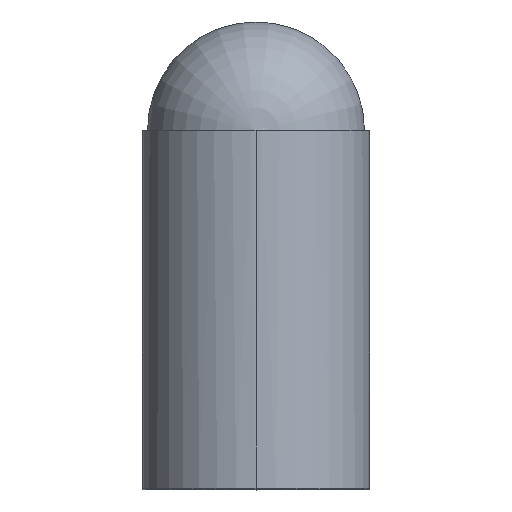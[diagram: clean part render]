
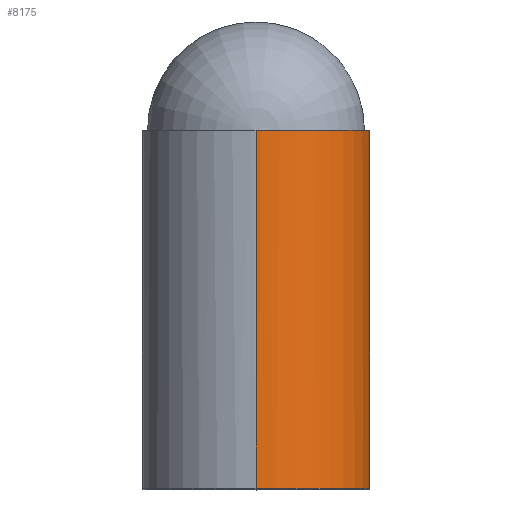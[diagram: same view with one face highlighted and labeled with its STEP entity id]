
A CAD part, top view. The second image highlights one B-rep face of the part: STEP entity #8175.
In plain terms, the highlighted cylindrical face has radius 9.525 mm (diameter 19.05 mm), a partial arc.
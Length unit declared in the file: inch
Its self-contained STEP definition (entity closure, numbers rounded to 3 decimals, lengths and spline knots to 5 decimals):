
#6367 = DIRECTION ( 'NONE',  ( 0., -1., 0. ) ) ;
#6368 = VECTOR ( 'NONE', #6367, 39.37008 ) ;
#6369 = CARTESIAN_POINT ( 'NONE',  ( 0., 0., 0.425 ) ) ;
#6370 = LINE ( 'NONE', #6369, #6368 ) ;
#6371 = CARTESIAN_POINT ( 'NONE',  ( 0.01656, 0., 0.42463 ) ) ;
#6372 = CARTESIAN_POINT ( 'NONE',  ( 0., 0., 0.425 ) ) ;
#6374 = CARTESIAN_POINT ( 'NONE',  ( 0., -1.179, 0.425 ) ) ;
#6375 = DIRECTION ( 'NONE',  ( 0., 0., 1. ) ) ;
#6376 = DIRECTION ( 'NONE',  ( 0., 1., 0. ) ) ;
#6377 = CARTESIAN_POINT ( 'NONE',  ( 0., -1.179, 0.05 ) ) ;
#6378 = AXIS2_PLACEMENT_3D ( 'NONE', #6377, #6376, #6375 ) ;
#6379 = CIRCLE ( 'NONE', #6378, 0.375 ) ;
#6380 = DIRECTION ( 'NONE',  ( 0., 0., -1. ) ) ;
#6381 = DIRECTION ( 'NONE',  ( 0., -1., 0. ) ) ;
#6382 = CARTESIAN_POINT ( 'NONE',  ( 0., 0., 0.05 ) ) ;
#6383 = AXIS2_PLACEMENT_3D ( 'NONE', #6382, #6381, #6380 ) ;
#6384 = CYLINDRICAL_SURFACE ( 'NONE', #6383, 0.375 ) ;
#6385 = FACE_OUTER_BOUND ( 'NONE', #8198, .T. ) ;
#6400 = CARTESIAN_POINT ( 'NONE',  ( 0.29933, -0.19668, -0.17655 ) ) ;
#6401 = CARTESIAN_POINT ( 'NONE',  ( 0.28829, -0.21255, -0.19053 ) ) ;
#6402 = CARTESIAN_POINT ( 'NONE',  ( 0.26334, -0.24277, -0.21761 ) ) ;
#6403 = CARTESIAN_POINT ( 'NONE',  ( 0.24944, -0.25712, -0.23073 ) ) ;
#6404 = CARTESIAN_POINT ( 'NONE',  ( 0.21813, -0.28417, -0.25569 ) ) ;
#6405 = CARTESIAN_POINT ( 'NONE',  ( 0.2011, -0.29653, -0.26724 ) ) ;
#6406 = CARTESIAN_POINT ( 'NONE',  ( 0.16391, -0.3186, -0.28795 ) ) ;
#6407 = CARTESIAN_POINT ( 'NONE',  ( 0.14352, -0.32836, -0.29719 ) ) ;
#6410 = DIRECTION ( 'NONE',  ( 0., 0., 1. ) ) ;
#6411 = DIRECTION ( 'NONE',  ( 0., 1., 0. ) ) ;
#6412 = AXIS2_PLACEMENT_3D ( 'NONE', #6420, #6411, #6410 ) ;
#6413 = CIRCLE ( 'NONE', #6412, 0.375 ) ;
#6415 = CARTESIAN_POINT ( 'NONE',  ( 0.10081, -0.34389, -0.3119 ) ) ;
#6416 = CARTESIAN_POINT ( 'NONE',  ( 0.07837, -0.34977, -0.3175 ) ) ;
#6417 = CARTESIAN_POINT ( 'NONE',  ( 0.05463, -0.35344, -0.321 ) ) ;
#6418 = CARTESIAN_POINT ( 'NONE',  ( 0.35764, 0., -0.06279 ) ) ;
#6419 = B_SPLINE_CURVE_WITH_KNOTS ( 'NONE', 3,
 ( #6417, #6416, #6415, #6407, #6406, #6405, #6404, #6403, #6402, #6401, #6400, #6460, #6459, #6458, #6457, #6456, #6455, #6454, #6453, #6452, #6451, #6450 ),
 .UNSPECIFIED., .F., .F.,
 ( 4, 2, 2, 2, 2, 2, 2, 2, 2, 2, 4 ),
 ( 0., 0.00182, 0.00363, 0.00545, 0.00726, 0.00908, 0.0109, 0.01181, 0.01271, 0.01362, 0.01453 ),
 .UNSPECIFIED. ) ;
#6420 = CARTESIAN_POINT ( 'NONE',  ( 0., 0., 0.05 ) ) ;
#6450 = CARTESIAN_POINT ( 'NONE',  ( 0.35764, 0., -0.06279 ) ) ;
#6451 = CARTESIAN_POINT ( 'NONE',  ( 0.35764, -0.01217, -0.06279 ) ) ;
#6452 = CARTESIAN_POINT ( 'NONE',  ( 0.35702, -0.02397, -0.06478 ) ) ;
#6453 = CARTESIAN_POINT ( 'NONE',  ( 0.35472, -0.04703, -0.07171 ) ) ;
#6454 = CARTESIAN_POINT ( 'NONE',  ( 0.35306, -0.05801, -0.07651 ) ) ;
#6455 = CARTESIAN_POINT ( 'NONE',  ( 0.34896, -0.07902, -0.08742 ) ) ;
#6456 = CARTESIAN_POINT ( 'NONE',  ( 0.34649, -0.08916, -0.09359 ) ) ;
#6457 = CARTESIAN_POINT ( 'NONE',  ( 0.34087, -0.1087, -0.10647 ) ) ;
#6458 = CARTESIAN_POINT ( 'NONE',  ( 0.33771, -0.11812, -0.1132 ) ) ;
#6459 = CARTESIAN_POINT ( 'NONE',  ( 0.32721, -0.14567, -0.13383 ) ) ;
#6460 = CARTESIAN_POINT ( 'NONE',  ( 0.31881, -0.16322, -0.1482 ) ) ;
#6472 = CARTESIAN_POINT ( 'NONE',  ( 0.01656, 0., 0.42463 ) ) ;
#6473 = CARTESIAN_POINT ( 'NONE',  ( 0.01105, 0., 0.42488 ) ) ;
#6474 = CARTESIAN_POINT ( 'NONE',  ( 0.00552, 0., 0.42501 ) ) ;
#6475 = CARTESIAN_POINT ( 'NONE',  ( 0., 0., 0.425 ) ) ;
#6480 = B_SPLINE_CURVE_WITH_KNOTS ( 'NONE', 3,
 ( #6475, #6474, #6473, #6472 ),
 .UNSPECIFIED., .F., .F.,
 ( 4, 4 ),
 ( 0., 1. ),
 .UNSPECIFIED. ) ;
#6487 = CARTESIAN_POINT ( 'NONE',  ( 0.01819, -0.3576, -0.325 ) ) ;
#6488 = CARTESIAN_POINT ( 'NONE',  ( 0., -0.3576, -0.325 ) ) ;
#6492 = CARTESIAN_POINT ( 'NONE',  ( 0.05463, -0.35344, -0.321 ) ) ;
#6493 = B_SPLINE_CURVE_WITH_KNOTS ( 'NONE', 3,
 ( #6488, #6487, #6539, #6538 ),
 .UNSPECIFIED., .F., .F.,
 ( 4, 4 ),
 ( 0.00139, 0.00278 ),
 .UNSPECIFIED. ) ;
#6495 = CARTESIAN_POINT ( 'NONE',  ( 0., -1.179, -0.325 ) ) ;
#6515 = VECTOR ( 'NONE', #6571, 39.37008 ) ;
#6516 = CARTESIAN_POINT ( 'NONE',  ( 0., 0., -0.325 ) ) ;
#6517 = LINE ( 'NONE', #6516, #6515 ) ;
#6538 = CARTESIAN_POINT ( 'NONE',  ( 0.05463, -0.35344, -0.321 ) ) ;
#6539 = CARTESIAN_POINT ( 'NONE',  ( 0.03659, -0.3562, -0.32366 ) ) ;
#6570 = CARTESIAN_POINT ( 'NONE',  ( 0., -0.3576, -0.325 ) ) ;
#6571 = DIRECTION ( 'NONE',  ( 0., -1., 0. ) ) ;
#8175 = ADVANCED_FACE ( 'NONE', ( #6385 ), #6384, .T. ) ;
#8177 = EDGE_CURVE ( 'NONE', #8178, #8210, #6379, .T. ) ;
#8178 = VERTEX_POINT ( 'NONE', #6374 ) ;
#8179 = VERTEX_POINT ( 'NONE', #6372 ) ;
#8180 = VERTEX_POINT ( 'NONE', #6371 ) ;
#8181 = ORIENTED_EDGE ( 'NONE', *, *, #8182, .T. ) ;
#8182 = EDGE_CURVE ( 'NONE', #8179, #8178, #6370, .T. ) ;
#8183 = ORIENTED_EDGE ( 'NONE', *, *, #8177, .T. ) ;
#8192 = ORIENTED_EDGE ( 'NONE', *, *, #8193, .T. ) ;
#8193 = EDGE_CURVE ( 'NONE', #8213, #8194, #6419, .T. ) ;
#8194 = VERTEX_POINT ( 'NONE', #6418 ) ;
#8195 = ORIENTED_EDGE ( 'NONE', *, *, #8196, .F. ) ;
#8196 = EDGE_CURVE ( 'NONE', #8180, #8194, #6413, .T. ) ;
#8198 = EDGE_LOOP ( 'NONE', ( #8199, #8181, #8183, #8215, #8211, #8192, #8195 ) ) ;
#8199 = ORIENTED_EDGE ( 'NONE', *, *, #8200, .F. ) ;
#8200 = EDGE_CURVE ( 'NONE', #8179, #8180, #6480, .T. ) ;
#8210 = VERTEX_POINT ( 'NONE', #6495 ) ;
#8211 = ORIENTED_EDGE ( 'NONE', *, *, #8212, .T. ) ;
#8212 = EDGE_CURVE ( 'NONE', #8217, #8213, #6493, .T. ) ;
#8213 = VERTEX_POINT ( 'NONE', #6492 ) ;
#8215 = ORIENTED_EDGE ( 'NONE', *, *, #8216, .F. ) ;
#8216 = EDGE_CURVE ( 'NONE', #8217, #8210, #6517, .T. ) ;
#8217 = VERTEX_POINT ( 'NONE', #6570 ) ;
